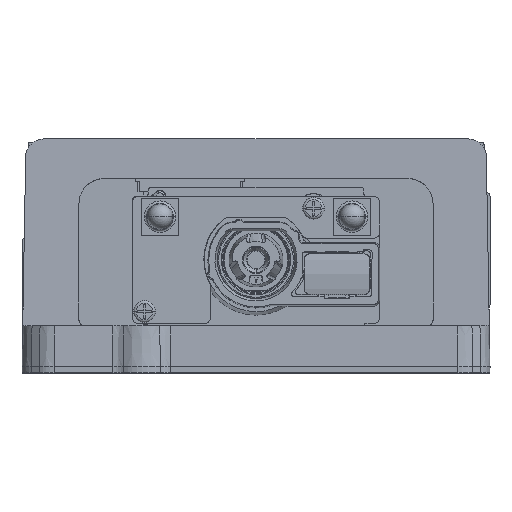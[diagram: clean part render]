
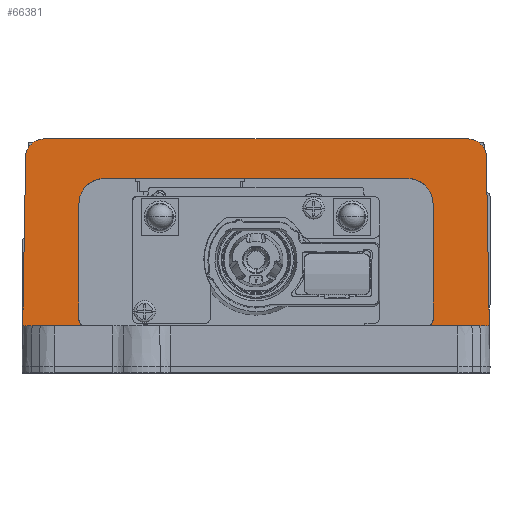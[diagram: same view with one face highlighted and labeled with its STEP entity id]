
A CAD part, top view. The second image highlights one B-rep face of the part: STEP entity #66381.
In plain terms, the highlighted planar face has unit normal (0, 0.018, 1).
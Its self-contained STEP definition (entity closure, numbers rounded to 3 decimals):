
#1254=DIRECTION('',(-1.,0.,0.));
#1255=VECTOR('',#1254,5.19);
#1256=CARTESIAN_POINT('',(19.44,3.91,3.49));
#1257=LINE('',#1256,#1255);
#1258=CARTESIAN_POINT('',(-14.752,4.41,3.482));
#1259=CARTESIAN_POINT('',(-14.752,4.356,3.483));
#1260=CARTESIAN_POINT('',(-14.734,4.253,3.484));
#1261=CARTESIAN_POINT('',(-14.662,4.11,3.487));
#1262=CARTESIAN_POINT('',(-14.55,3.998,3.489));
#1263=CARTESIAN_POINT('',(-14.407,3.926,3.49));
#1264=CARTESIAN_POINT('',(-14.304,3.909,3.49));
#1265=CARTESIAN_POINT('',(-14.25,3.909,3.49));
#1267=DIRECTION('',(-1.,0.,0.));
#1268=VECTOR('',#1267,5.19);
#1269=CARTESIAN_POINT('',(-14.25,3.909,3.49));
#1270=LINE('',#1269,#1268);
#1271=CARTESIAN_POINT('',(-17.694,19.5,3.218));
#1272=CARTESIAN_POINT('',(-17.94,19.5,3.218));
#1273=CARTESIAN_POINT('',(-18.328,19.395,3.22));
#1274=CARTESIAN_POINT('',(-18.767,19.092,3.225));
#1275=CARTESIAN_POINT('',(-19.078,18.658,3.233));
#1276=CARTESIAN_POINT('',(-19.19,18.272,3.24));
#1277=CARTESIAN_POINT('',(-19.194,18.026,3.244));
#1283=DIRECTION('',(-0.017,-1.,0.017));
#1284=VECTOR('',#1283,14.121);
#1285=CARTESIAN_POINT('',(-19.194,18.026,3.244));
#1286=LINE('',#1285,#1284);
#1412=DIRECTION('',(-0.017,1.,-0.017));
#1413=VECTOR('',#1412,14.12);
#1414=CARTESIAN_POINT('',(19.44,3.91,3.49));
#1415=LINE('',#1414,#1413);
#1420=CARTESIAN_POINT('',(19.194,18.026,3.244));
#1421=CARTESIAN_POINT('',(19.19,18.272,3.24));
#1422=CARTESIAN_POINT('',(19.078,18.658,3.233));
#1423=CARTESIAN_POINT('',(18.767,19.092,3.225));
#1424=CARTESIAN_POINT('',(18.328,19.395,3.22));
#1425=CARTESIAN_POINT('',(17.94,19.5,3.218));
#1426=CARTESIAN_POINT('',(17.694,19.5,3.218));
#3328=DIRECTION('',(-1.,0.,0.));
#3329=VECTOR('',#3328,35.389);
#3330=CARTESIAN_POINT('',(17.694,19.5,3.218));
#3331=LINE('',#3330,#3329);
#36450=DIRECTION('',(0.,1.,-0.017));
#36451=VECTOR('',#36450,9.691);
#36452=CARTESIAN_POINT('',(-14.752,4.41,3.482));
#36453=LINE('',#36452,#36451);
#36462=CARTESIAN_POINT('',(-14.754,14.1,3.313));
#36463=CARTESIAN_POINT('',(-14.754,14.275,
3.31));
#36464=CARTESIAN_POINT('',(-14.713,14.585,
3.304));
#36465=CARTESIAN_POINT('',(-14.532,15.105,
3.295));
#36466=CARTESIAN_POINT('',(-14.168,15.618,
3.286));
#36467=CARTESIAN_POINT('',(-13.655,15.982,
3.28));
#36468=CARTESIAN_POINT('',(-13.135,16.163,
3.277));
#36469=CARTESIAN_POINT('',(-12.825,16.205,
3.276));
#36470=CARTESIAN_POINT('',(-12.65,16.205,3.276));
#36476=DIRECTION('',(1.,0.,0.));
#36477=VECTOR('',#36476,25.3);
#36478=CARTESIAN_POINT('',(-12.65,16.205,3.276));
#36479=LINE('',#36478,#36477);
#36488=CARTESIAN_POINT('',(12.65,16.205,3.276));
#36489=CARTESIAN_POINT('',(12.81,16.205,3.276));
#36490=CARTESIAN_POINT('',(13.121,16.169,3.276));
#36491=CARTESIAN_POINT('',(13.571,16.012,3.279));
#36492=CARTESIAN_POINT('',(13.973,15.759,3.284));
#36493=CARTESIAN_POINT('',(14.309,15.423,3.29));
#36494=CARTESIAN_POINT('',(14.562,15.021,3.297));
#36495=CARTESIAN_POINT('',(14.719,14.571,3.304));
#36496=CARTESIAN_POINT('',(14.754,14.26,3.31));
#36497=CARTESIAN_POINT('',(14.754,14.1,3.313));
#36503=DIRECTION('',(0.,-1.,0.017));
#36504=VECTOR('',#36503,9.691);
#36505=CARTESIAN_POINT('',(14.754,14.1,3.313));
#36506=LINE('',#36505,#36504);
#36515=CARTESIAN_POINT('',(14.751,4.41,3.482));
#36516=CARTESIAN_POINT('',(14.751,4.356,3.483));
#36517=CARTESIAN_POINT('',(14.735,4.253,3.484));
#36518=CARTESIAN_POINT('',(14.662,4.11,3.487));
#36519=CARTESIAN_POINT('',(14.55,3.998,3.489));
#36520=CARTESIAN_POINT('',(14.407,3.925,3.49));
#36521=CARTESIAN_POINT('',(14.304,3.909,3.49));
#36522=CARTESIAN_POINT('',(14.25,3.909,3.49));
#50341=CARTESIAN_POINT('',(19.44,3.91,3.49));
#50343=VERTEX_POINT('',#50341);
#50362=CARTESIAN_POINT('',(-19.44,3.91,
3.49));
#50363=VERTEX_POINT('',#50362);
#50378=CARTESIAN_POINT('',(14.25,3.909,3.49));
#50379=CARTESIAN_POINT('',(-14.25,3.909,3.49));
#50380=VERTEX_POINT('',#50378);
#50381=VERTEX_POINT('',#50379);
#50386=VERTEX_POINT('',#1258);
#50389=VERTEX_POINT('',#1271);
#50390=VERTEX_POINT('',#1277);
#50391=VERTEX_POINT('',#1420);
#50392=VERTEX_POINT('',#1426);
#50591=CARTESIAN_POINT('',(-14.754,14.1,3.313));
#50592=VERTEX_POINT('',#50591);
#50593=VERTEX_POINT('',#36470);
#50594=CARTESIAN_POINT('',(12.65,16.205,3.276));
#50595=VERTEX_POINT('',#50594);
#50596=VERTEX_POINT('',#36497);
#50597=CARTESIAN_POINT('',(14.751,4.41,3.482));
#50598=VERTEX_POINT('',#50597);
#66349=CARTESIAN_POINT('',(0.,11.704,3.354));
#66350=DIRECTION('',(0.,0.017,1.));
#66351=DIRECTION('',(1.,0.,0.));
#66352=AXIS2_PLACEMENT_3D('',#66349,#66350,#66351);
#66353=PLANE('',#66352);
#66355=ORIENTED_EDGE('',*,*,#66354,.F.);
#66357=ORIENTED_EDGE('',*,*,#66356,.F.);
#66359=ORIENTED_EDGE('',*,*,#66358,.F.);
#66361=ORIENTED_EDGE('',*,*,#66360,.F.);
#66362=ORIENTED_EDGE('',*,*,#66257,.T.);
#66364=ORIENTED_EDGE('',*,*,#66363,.F.);
#66366=ORIENTED_EDGE('',*,*,#66365,.F.);
#66368=ORIENTED_EDGE('',*,*,#66367,.F.);
#66370=ORIENTED_EDGE('',*,*,#66369,.F.);
#66372=ORIENTED_EDGE('',*,*,#66371,.F.);
#66374=ORIENTED_EDGE('',*,*,#66373,.F.);
#66375=ORIENTED_EDGE('',*,*,#66339,.T.);
#66376=ORIENTED_EDGE('',*,*,#66285,.T.);
#66378=ORIENTED_EDGE('',*,*,#66377,.F.);
#66379=EDGE_LOOP('',(#66355,#66357,#66359,#66361,#66362,#66364,#66366,#66368,
#66370,#66372,#66374,#66375,#66376,#66378));
#66380=FACE_OUTER_BOUND('',#66379,.F.);
#66381=ADVANCED_FACE('',(#66380),#66353,.T.);
#1266=B_SPLINE_CURVE_WITH_KNOTS('',3,(#1258,#1259,#1260,#1261,#1262,#1263,#1264,
#1265),.UNSPECIFIED.,.F.,.F.,(4,1,1,1,1,4),(0.,0.2,0.4,0.6,0.8,1.),
.UNSPECIFIED.);
#1278=B_SPLINE_CURVE_WITH_KNOTS('',3,(#1271,#1272,#1273,#1274,#1275,#1276,
#1277),.UNSPECIFIED.,.F.,.F.,(4,1,1,1,4),(0.,0.25,0.5,0.75,1.),
.UNSPECIFIED.);
#1427=B_SPLINE_CURVE_WITH_KNOTS('',3,(#1420,#1421,#1422,#1423,#1424,#1425,
#1426),.UNSPECIFIED.,.F.,.F.,(4,1,1,1,4),(0.,0.25,0.5,0.75,1.),
.UNSPECIFIED.);
#36471=B_SPLINE_CURVE_WITH_KNOTS('',3,(#36462,#36463,#36464,#36465,#36466,
#36467,#36468,#36469,#36470),.UNSPECIFIED.,.F.,.F.,(4,1,1,1,1,1,4),(0.,
0.125,0.25,0.5,0.75,0.875,1.),.UNSPECIFIED.);
#36498=B_SPLINE_CURVE_WITH_KNOTS('',3,(#36488,#36489,#36490,#36491,#36492,
#36493,#36494,#36495,#36496,#36497),.UNSPECIFIED.,.F.,.F.,(4,1,1,1,1,1,1,4),(
0.,0.143,0.286,0.429,0.571,
0.714,0.857,1.),.UNSPECIFIED.);
#36523=B_SPLINE_CURVE_WITH_KNOTS('',3,(#36515,#36516,#36517,#36518,#36519,
#36520,#36521,#36522),.UNSPECIFIED.,.F.,.F.,(4,1,1,1,1,4),(0.,0.2,0.4,
0.6,0.8,1.),.UNSPECIFIED.);
#66257=EDGE_CURVE('',#50343,#50380,#1257,.T.);
#66285=EDGE_CURVE('',#50381,#50363,#1270,.T.);
#66339=EDGE_CURVE('',#50386,#50381,#1266,.T.);
#66354=EDGE_CURVE('',#50389,#50390,#1278,.T.);
#66356=EDGE_CURVE('',#50392,#50389,#3331,.T.);
#66358=EDGE_CURVE('',#50391,#50392,#1427,.T.);
#66360=EDGE_CURVE('',#50343,#50391,#1415,.T.);
#66363=EDGE_CURVE('',#50598,#50380,#36523,.T.);
#66365=EDGE_CURVE('',#50596,#50598,#36506,.T.);
#66367=EDGE_CURVE('',#50595,#50596,#36498,.T.);
#66369=EDGE_CURVE('',#50593,#50595,#36479,.T.);
#66371=EDGE_CURVE('',#50592,#50593,#36471,.T.);
#66373=EDGE_CURVE('',#50386,#50592,#36453,.T.);
#66377=EDGE_CURVE('',#50390,#50363,#1286,.T.);
